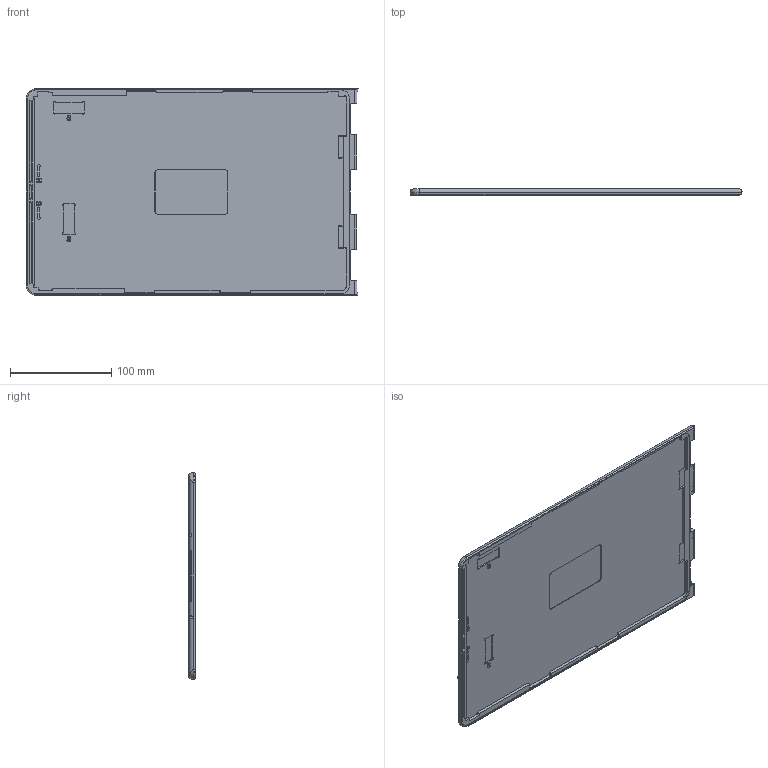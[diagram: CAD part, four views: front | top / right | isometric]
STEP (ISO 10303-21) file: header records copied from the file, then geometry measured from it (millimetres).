
FILE_DESCRIPTION(/* description */ (''),/* implementation_level */ '2;1');
FILE_NAME(/* name */ '04 open cell housing multi CNC.stp',/* time_stamp */ '2019-12-11T19:31:17+08:00',/* author */ (''),/* organization */ (''),/* preprocessor_version */ 'ST-DEVELOPER v15',/* originating_system */ 'SIEMENS PLM Software NX 9.0',/* authorisation */ '');
FILE_SCHEMA (('AP203_CONFIGURATION_CONTROLLED_3D_DESIGN_OF_MECHANICAL_PARTS_AND_ASSEMBLIES_MIM_LF { 1 0 10303 403 2 1 2}'));
Length unit declared in the file: millimetre
Products named in the file (1): user45680237bz7s
Bounding box: 328.64 x 6 x 204.4 mm (x, y, z)
Volume: 153460.9 mm3; surface area: 143898 mm2
Topology: 1 solids, 1 shells, 425 faces, 1145 edges, 732 vertices
Faces by surface type: plane 199, bspline 85, cylinder 82, cone 49, torus 8, sphere 2
Full cylindrical faces by diameter (mm): 1.7 x4
Entity records: 15069 total; most frequent: CARTESIAN_POINT 4867, ORIENTED_EDGE 2234, DIRECTION 1908, EDGE_CURVE 1117, VERTEX_POINT 725, LINE 650, VECTOR 650, AXIS2_PLACEMENT_3D 629
